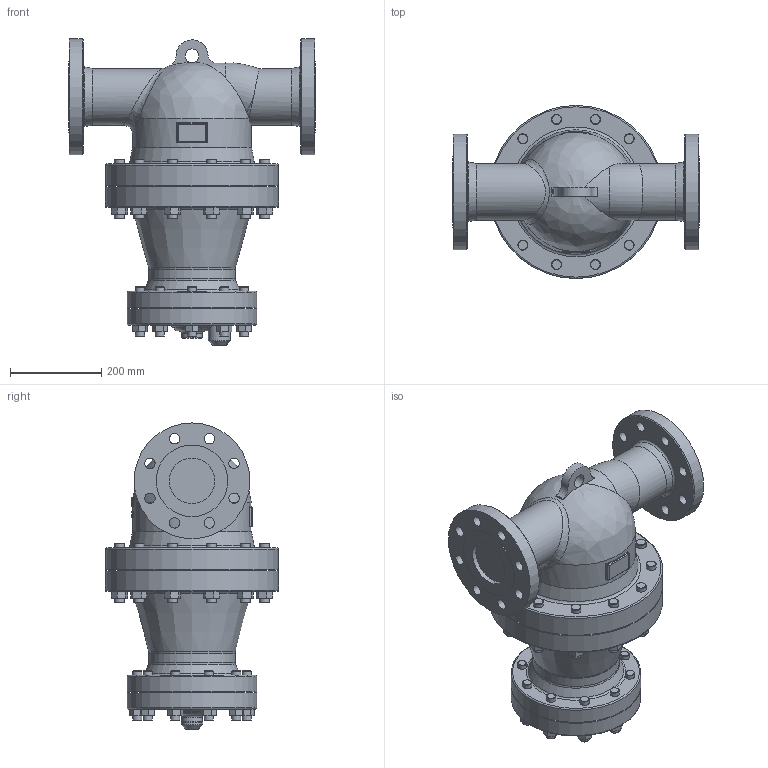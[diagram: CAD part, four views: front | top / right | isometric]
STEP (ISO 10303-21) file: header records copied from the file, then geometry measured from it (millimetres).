
FILE_DESCRIPTION((''),'2;1');
FILE_NAME('dc3sh-100-a0300-00.stp','2014-02-14T13:02:54',('akifuji'),(''),'Autodesk Inventor 2012','Autodesk Inventor 2012','');
FILE_SCHEMA(('AUTOMOTIVE_DESIGN { 1 0 10303 214 1 1 1 1 }'));
Length unit declared in the file: millimetre
Products named in the file (1): dc3sh-100-a0300-00
Bounding box: 542 x 380 x 672 mm (x, y, z)
Volume: 38934689 mm3; surface area: 1265963.3 mm2
Topology: 1 solids, 1 shells, 443 faces, 1013 edges, 656 vertices
Faces by surface type: plane 256, cylinder 108, cone 54, torus 17, bspline 8
Full cylindrical faces by diameter (mm): 20 x20, 22 x24, 22.2 x1, 23 x16, 30 x1, 45 x1, 48 x1, 100 x2, 124 x2, 157.2 x2, 190 x1, 204.5 x1, 254 x2, 261 x1, 285 x2, 287 x1, 380 x2
Entity records: 12655 total; most frequent: CARTESIAN_POINT 3154, DIRECTION 1944, ORIENTED_EDGE 1688, EDGE_CURVE 844, AXIS2_PLACEMENT_3D 735, EDGE_LOOP 707, VERTEX_POINT 633, VECTOR 474
